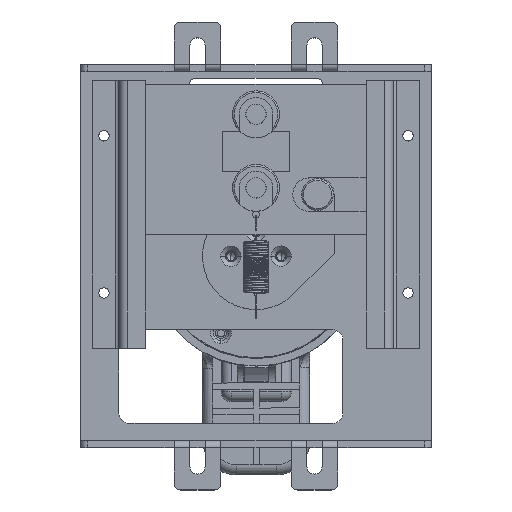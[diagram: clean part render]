
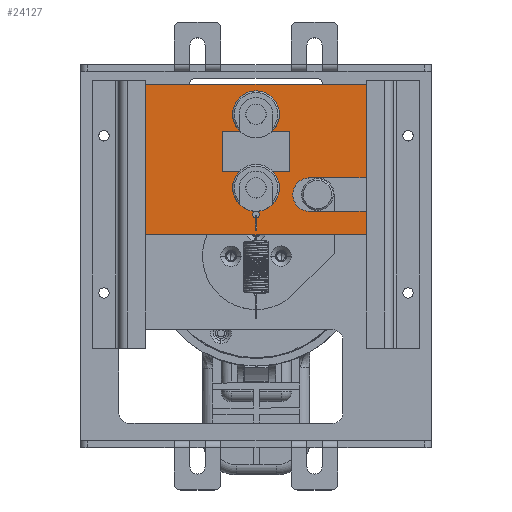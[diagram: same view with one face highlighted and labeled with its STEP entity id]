
A CAD part, top view. The second image highlights one B-rep face of the part: STEP entity #24127.
In plain terms, the highlighted planar face has unit normal (0, 0, 1).
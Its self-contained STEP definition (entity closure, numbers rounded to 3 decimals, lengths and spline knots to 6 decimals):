
#23263=DIRECTION('',(0.,1.,0.));
#23264=VECTOR('',#23263,0.028);
#23265=CARTESIAN_POINT('',(0.038302,0.023487,0.09925));
#23266=LINE('',#23265,#23264);
#23315=DIRECTION('',(1.,0.,0.));
#23316=VECTOR('',#23315,0.0725);
#23317=CARTESIAN_POINT('',(-0.034198,0.006487,0.09925));
#23318=LINE('',#23317,#23316);
#23323=DIRECTION('',(0.,1.,0.));
#23324=VECTOR('',#23323,0.007);
#23325=CARTESIAN_POINT('',(0.038302,0.006487,0.09925));
#23326=LINE('',#23325,#23324);
#23334=CARTESIAN_POINT('',(0.018052,0.018487,0.09925));
#23335=DIRECTION('',(0.,0.,1.));
#23336=DIRECTION('',(0.,1.,0.));
#23337=AXIS2_PLACEMENT_3D('',#23334,#23335,#23336);
#23339=CARTESIAN_POINT('',(0.018052,0.018487,0.09925));
#23340=DIRECTION('',(0.,0.,1.));
#23341=DIRECTION('',(-1.,0.,0.));
#23342=AXIS2_PLACEMENT_3D('',#23339,#23340,#23341);
#23344=DIRECTION('',(1.,0.,0.));
#23345=VECTOR('',#23344,0.0725);
#23346=CARTESIAN_POINT('',(-0.034198,0.051487,0.09925));
#23347=LINE('',#23346,#23345);
#23348=CARTESIAN_POINT('',(0.002052,0.020487,0.09925));
#23349=DIRECTION('',(0.,0.,1.));
#23350=DIRECTION('',(-1.,0.,0.));
#23351=AXIS2_PLACEMENT_3D('',#23348,#23349,#23350);
#23353=CARTESIAN_POINT('',(0.002052,0.020487,0.09925));
#23354=DIRECTION('',(0.,0.,1.));
#23355=DIRECTION('',(1.,0.,0.));
#23356=AXIS2_PLACEMENT_3D('',#23353,#23354,#23355);
#23358=CARTESIAN_POINT('',(0.002052,0.042487,0.09925));
#23359=DIRECTION('',(0.,0.,1.));
#23360=DIRECTION('',(-1.,0.,0.));
#23361=AXIS2_PLACEMENT_3D('',#23358,#23359,#23360);
#23363=CARTESIAN_POINT('',(0.002052,0.042487,0.09925));
#23364=DIRECTION('',(0.,0.,1.));
#23365=DIRECTION('',(1.,0.,0.));
#23366=AXIS2_PLACEMENT_3D('',#23363,#23364,#23365);
#23368=CARTESIAN_POINT('',(0.002052,0.012487,0.09925));
#23369=DIRECTION('',(0.,0.,1.));
#23370=DIRECTION('',(-1.,0.,0.));
#23371=AXIS2_PLACEMENT_3D('',#23368,#23369,#23370);
#23373=CARTESIAN_POINT('',(0.002052,0.012487,0.09925));
#23374=DIRECTION('',(0.,0.,1.));
#23375=DIRECTION('',(1.,0.,0.));
#23376=AXIS2_PLACEMENT_3D('',#23373,#23374,#23375);
#23383=DIRECTION('',(1.,0.,0.));
#23384=VECTOR('',#23383,0.02025);
#23385=CARTESIAN_POINT('',(0.018052,0.023487,0.09925));
#23386=LINE('',#23385,#23384);
#23400=DIRECTION('',(-1.,0.,0.));
#23401=VECTOR('',#23400,0.02025);
#23402=CARTESIAN_POINT('',(0.038302,0.013487,0.09925));
#23403=LINE('',#23402,#23401);
#23553=DIRECTION('',(0.,-1.,0.));
#23554=VECTOR('',#23553,0.045);
#23555=CARTESIAN_POINT('',(-0.034198,0.051487,0.09925));
#23556=LINE('',#23555,#23554);
#23642=DIRECTION('',(0.,-1.,0.));
#23643=VECTOR('',#23642,0.012);
#23644=CARTESIAN_POINT('',(0.012052,0.037487,0.09925));
#23645=LINE('',#23644,#23643);
#23658=DIRECTION('',(1.,0.,0.));
#23659=VECTOR('',#23658,0.02);
#23660=CARTESIAN_POINT('',(-0.007948,0.037487,0.09925));
#23661=LINE('',#23660,#23659);
#23670=DIRECTION('',(0.,1.,0.));
#23671=VECTOR('',#23670,0.012);
#23672=CARTESIAN_POINT('',(-0.007948,0.025487,0.09925));
#23673=LINE('',#23672,#23671);
#23678=DIRECTION('',(-1.,0.,0.));
#23679=VECTOR('',#23678,0.02);
#23680=CARTESIAN_POINT('',(0.012052,0.025487,0.09925));
#23681=LINE('',#23680,#23679);
#23713=CARTESIAN_POINT('',(0.038302,0.051487,0.09925));
#23715=VERTEX_POINT('',#23713);
#23716=CARTESIAN_POINT('',(-0.034198,0.051487,0.09925));
#23717=VERTEX_POINT('',#23716);
#23733=CARTESIAN_POINT('',(0.038302,0.023487,0.09925));
#23734=VERTEX_POINT('',#23733);
#23741=CARTESIAN_POINT('',(0.038302,0.006487,0.09925));
#23742=VERTEX_POINT('',#23741);
#23755=CARTESIAN_POINT('',(-0.034198,0.006487,0.09925));
#23756=VERTEX_POINT('',#23755);
#23757=CARTESIAN_POINT('',(0.038302,0.013487,0.09925));
#23758=VERTEX_POINT('',#23757);
#23761=CARTESIAN_POINT('',(0.018052,0.023487,0.09925));
#23762=VERTEX_POINT('',#23761);
#23763=CARTESIAN_POINT('',(0.013052,0.018487,0.09925));
#23764=VERTEX_POINT('',#23763);
#23765=CARTESIAN_POINT('',(0.018052,0.013487,0.09925));
#23766=VERTEX_POINT('',#23765);
#23767=CARTESIAN_POINT('',(0.000052,0.020487,0.09925));
#23768=CARTESIAN_POINT('',(0.004052,0.020487,0.09925));
#23769=VERTEX_POINT('',#23767);
#23770=VERTEX_POINT('',#23768);
#23771=CARTESIAN_POINT('',(0.000052,0.042487,0.09925));
#23772=CARTESIAN_POINT('',(0.004052,0.042487,0.09925));
#23773=VERTEX_POINT('',#23771);
#23774=VERTEX_POINT('',#23772);
#23775=CARTESIAN_POINT('',(0.001052,0.012487,0.09925));
#23776=CARTESIAN_POINT('',(0.003052,0.012487,0.09925));
#23777=VERTEX_POINT('',#23775);
#23778=VERTEX_POINT('',#23776);
#23779=CARTESIAN_POINT('',(0.012052,0.037487,0.09925));
#23780=CARTESIAN_POINT('',(0.012052,0.025487,0.09925));
#23781=VERTEX_POINT('',#23779);
#23782=VERTEX_POINT('',#23780);
#23783=CARTESIAN_POINT('',(-0.007948,0.037487,0.09925));
#23784=VERTEX_POINT('',#23783);
#23785=CARTESIAN_POINT('',(-0.007948,0.025487,0.09925));
#23786=VERTEX_POINT('',#23785);
#24078=CARTESIAN_POINT('',(0.041302,0.006487,0.09925));
#24079=DIRECTION('',(0.,0.,-1.));
#24080=DIRECTION('',(1.,0.,0.));
#24081=AXIS2_PLACEMENT_3D('',#24078,#24079,#24080);
#24082=PLANE('',#24081);
#24083=ORIENTED_EDGE('',*,*,#23978,.F.);
#24085=ORIENTED_EDGE('',*,*,#24084,.F.);
#24087=ORIENTED_EDGE('',*,*,#24086,.T.);
#24089=ORIENTED_EDGE('',*,*,#24088,.T.);
#24091=ORIENTED_EDGE('',*,*,#24090,.F.);
#24092=ORIENTED_EDGE('',*,*,#24062,.F.);
#24093=ORIENTED_EDGE('',*,*,#24043,.F.);
#24095=ORIENTED_EDGE('',*,*,#24094,.F.);
#24096=ORIENTED_EDGE('',*,*,#23937,.T.);
#24097=EDGE_LOOP('',(#24083,#24085,#24087,#24089,#24091,#24092,#24093,#24095,
#24096));
#24098=FACE_OUTER_BOUND('',#24097,.F.);
#24100=ORIENTED_EDGE('',*,*,#24099,.T.);
#24102=ORIENTED_EDGE('',*,*,#24101,.T.);
#24103=EDGE_LOOP('',(#24100,#24102));
#24104=FACE_BOUND('',#24103,.F.);
#24106=ORIENTED_EDGE('',*,*,#24105,.T.);
#24108=ORIENTED_EDGE('',*,*,#24107,.T.);
#24109=EDGE_LOOP('',(#24106,#24108));
#24110=FACE_BOUND('',#24109,.F.);
#24112=ORIENTED_EDGE('',*,*,#24111,.T.);
#24114=ORIENTED_EDGE('',*,*,#24113,.T.);
#24115=EDGE_LOOP('',(#24112,#24114));
#24116=FACE_BOUND('',#24115,.F.);
#24118=ORIENTED_EDGE('',*,*,#24117,.F.);
#24120=ORIENTED_EDGE('',*,*,#24119,.F.);
#24122=ORIENTED_EDGE('',*,*,#24121,.F.);
#24124=ORIENTED_EDGE('',*,*,#24123,.F.);
#24125=EDGE_LOOP('',(#24118,#24120,#24122,#24124));
#24126=FACE_BOUND('',#24125,.F.);
#24127=ADVANCED_FACE('',(#24098,#24104,#24110,#24116,#24126),#24082,.F.);
#23338=CIRCLE('',#23337,0.005);
#23343=CIRCLE('',#23342,0.005);
#23352=CIRCLE('',#23351,0.002);
#23357=CIRCLE('',#23356,0.002);
#23362=CIRCLE('',#23361,0.002);
#23367=CIRCLE('',#23366,0.002);
#23372=CIRCLE('',#23371,0.001);
#23377=CIRCLE('',#23376,0.001);
#23937=EDGE_CURVE('',#23717,#23715,#23347,.T.);
#23978=EDGE_CURVE('',#23734,#23715,#23266,.T.);
#24043=EDGE_CURVE('',#23756,#23742,#23318,.T.);
#24062=EDGE_CURVE('',#23742,#23758,#23326,.T.);
#24084=EDGE_CURVE('',#23762,#23734,#23386,.T.);
#24086=EDGE_CURVE('',#23762,#23764,#23338,.T.);
#24088=EDGE_CURVE('',#23764,#23766,#23343,.T.);
#24090=EDGE_CURVE('',#23758,#23766,#23403,.T.);
#24094=EDGE_CURVE('',#23717,#23756,#23556,.T.);
#24099=EDGE_CURVE('',#23769,#23770,#23352,.T.);
#24101=EDGE_CURVE('',#23770,#23769,#23357,.T.);
#24105=EDGE_CURVE('',#23773,#23774,#23362,.T.);
#24107=EDGE_CURVE('',#23774,#23773,#23367,.T.);
#24111=EDGE_CURVE('',#23777,#23778,#23372,.T.);
#24113=EDGE_CURVE('',#23778,#23777,#23377,.T.);
#24117=EDGE_CURVE('',#23781,#23782,#23645,.T.);
#24119=EDGE_CURVE('',#23784,#23781,#23661,.T.);
#24121=EDGE_CURVE('',#23786,#23784,#23673,.T.);
#24123=EDGE_CURVE('',#23782,#23786,#23681,.T.);
